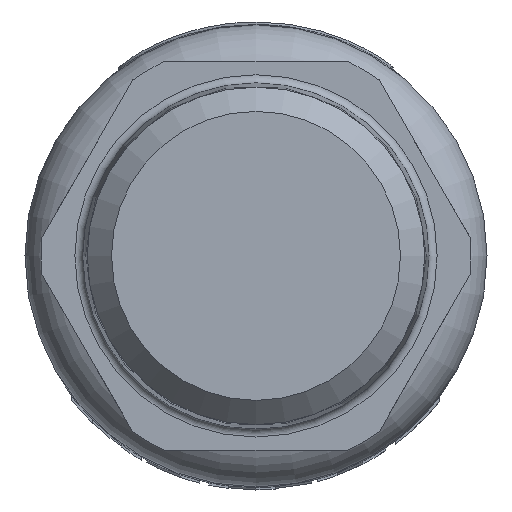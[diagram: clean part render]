
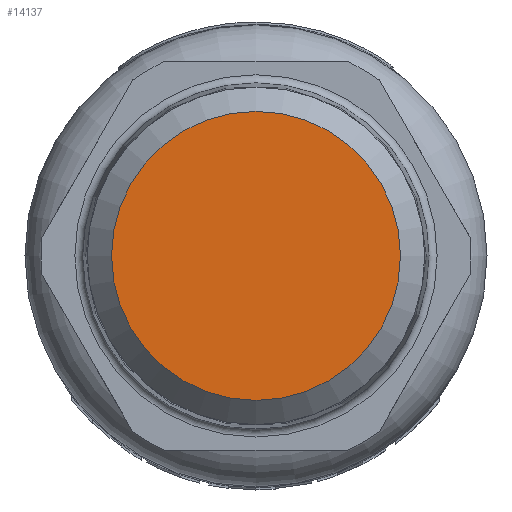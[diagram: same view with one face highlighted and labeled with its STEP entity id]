
A CAD part, left-side view. The second image highlights one B-rep face of the part: STEP entity #14137.
In plain terms, the highlighted planar face has unit normal (-1, 0, 0).
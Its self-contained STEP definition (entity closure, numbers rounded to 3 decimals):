
#1291=PLANE('',#14990);
#1588=FACE_OUTER_BOUND('',#2367,.T.);
#2367=EDGE_LOOP('',(#9027,#9028));
#4549=CIRCLE('',#14991,8.91);
#4550=CIRCLE('',#14992,8.91);
#5269=VERTEX_POINT('',#19936);
#5270=VERTEX_POINT('',#19937);
#6766=EDGE_CURVE('',#5269,#5270,#4549,.T.);
#6767=EDGE_CURVE('',#5270,#5269,#4550,.T.);
#9027=ORIENTED_EDGE('',*,*,#6766,.T.);
#9028=ORIENTED_EDGE('',*,*,#6767,.T.);
#14137=ADVANCED_FACE('',(#1588),#1291,.T.);
#14990=AXIS2_PLACEMENT_3D('',#19935,#16393,#16394);
#14991=AXIS2_PLACEMENT_3D('',#19938,#16395,#16396);
#14992=AXIS2_PLACEMENT_3D('',#19939,#16397,#16398);
#16393=DIRECTION('center_axis',(-1.,0.,0.));
#16394=DIRECTION('ref_axis',(0.,0.,
1.));
#16395=DIRECTION('center_axis',(-1.,0.,0.));
#16396=DIRECTION('ref_axis',(0.,1.,0.));
#16397=DIRECTION('center_axis',(-1.,0.,0.));
#16398=DIRECTION('ref_axis',(0.,1.,0.));
#19935=CARTESIAN_POINT('Origin',(-29.5,10.361,0.));
#19936=CARTESIAN_POINT('',(-29.5,8.91,0.));
#19937=CARTESIAN_POINT('',(-29.5,-8.91,0.));
#19938=CARTESIAN_POINT('Origin',(-29.5,0.,0.));
#19939=CARTESIAN_POINT('Origin',(-29.5,0.,0.));
